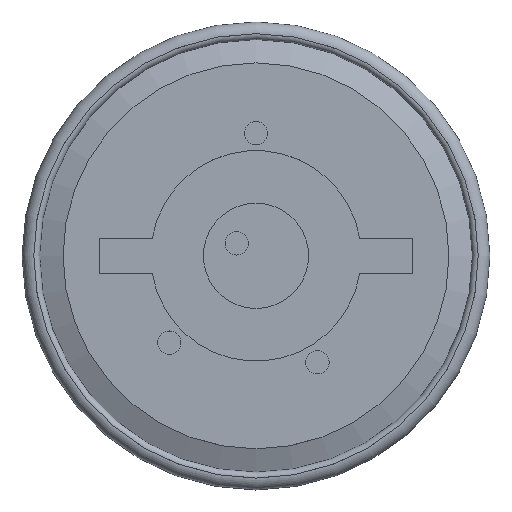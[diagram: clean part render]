
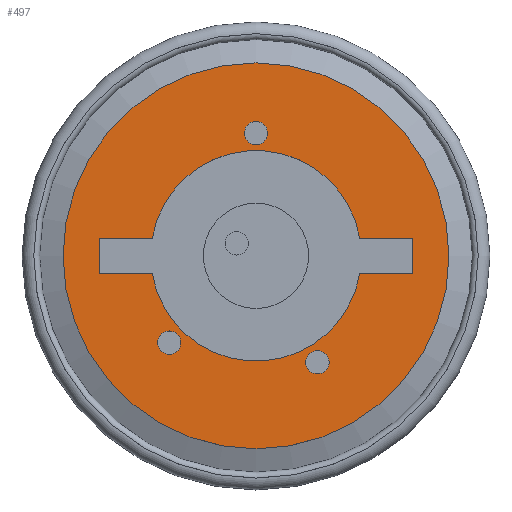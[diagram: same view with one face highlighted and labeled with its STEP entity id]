
A CAD part, top view. The second image highlights one B-rep face of the part: STEP entity #497.
In plain terms, the highlighted planar face has unit normal (0, 0, 1).
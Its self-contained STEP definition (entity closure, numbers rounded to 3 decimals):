
#9 = EDGE_LOOP ( 'NONE', ( #1180, #531, #463, #1003, #59, #336, #1110, #858 ) ) ;
#27 = ORIENTED_EDGE ( 'NONE', *, *, #1136, .F. ) ;
#48 = CARTESIAN_POINT ( 'NONE',  ( -0.887, 0.15, 1.3 ) ) ;
#50 = CARTESIAN_POINT ( 'NONE',  ( 1.342, 0., 1.3 ) ) ;
#59 = ORIENTED_EDGE ( 'NONE', *, *, #1428, .F. ) ;
#67 = DIRECTION ( 'NONE',  ( 1., 0., 0. ) ) ;
#79 = EDGE_CURVE ( 'NONE', #1458, #622, #665, .T. ) ;
#82 = CARTESIAN_POINT ( 'NONE',  ( 0.625, -0.909, 1.3 ) ) ;
#111 = DIRECTION ( 'NONE',  ( 1., 0., 0. ) ) ;
#114 = DIRECTION ( 'NONE',  ( 1., 0., 0. ) ) ;
#144 = DIRECTION ( 'NONE',  ( 0., 0., 1. ) ) ;
#147 = DIRECTION ( 'NONE',  ( 1., 0., 0. ) ) ;
#157 = FACE_BOUND ( 'NONE', #1169, .T. ) ;
#173 = EDGE_CURVE ( 'NONE', #387, #717, #1039, .T. ) ;
#194 = CARTESIAN_POINT ( 'NONE',  ( 0., 0., 1.3 ) ) ;
#203 = CARTESIAN_POINT ( 'NONE',  ( 1.342, 0.15, 1.3 ) ) ;
#241 = CARTESIAN_POINT ( 'NONE',  ( 0., 0.15, 1.3 ) ) ;
#257 = ORIENTED_EDGE ( 'NONE', *, *, #1352, .F. ) ;
#261 = AXIS2_PLACEMENT_3D ( 'NONE', #1355, #663, #437 ) ;
#271 = FACE_BOUND ( 'NONE', #9, .T. ) ;
#278 = CIRCLE ( 'NONE', #980, 0.1 ) ;
#328 = AXIS2_PLACEMENT_3D ( 'NONE', #967, #144, #1206 ) ;
#330 = AXIS2_PLACEMENT_3D ( 'NONE', #1275, #466, #585 ) ;
#336 = ORIENTED_EDGE ( 'NONE', *, *, #875, .T. ) ;
#348 = LINE ( 'NONE', #241, #1234 ) ;
#354 = CARTESIAN_POINT ( 'NONE',  ( 0., 0., 1.3 ) ) ;
#360 = CARTESIAN_POINT ( 'NONE',  ( 0.887, 0.15, 1.3 ) ) ;
#370 = VERTEX_POINT ( 'NONE', #360 ) ;
#387 = VERTEX_POINT ( 'NONE', #493 ) ;
#397 = AXIS2_PLACEMENT_3D ( 'NONE', #354, #927, #690 ) ;
#402 = EDGE_LOOP ( 'NONE', ( #27 ) ) ;
#437 = DIRECTION ( 'NONE',  ( 1., 0., 0. ) ) ;
#463 = ORIENTED_EDGE ( 'NONE', *, *, #1376, .F. ) ;
#466 = DIRECTION ( 'NONE',  ( 0., 0., 1. ) ) ;
#493 = CARTESIAN_POINT ( 'NONE',  ( -1.342, -0.15, 1.3 ) ) ;
#497 = ADVANCED_FACE ( 'NONE', ( #860, #157, #958, #271, #1421 ), #1250, .T. ) ;
#500 = CIRCLE ( 'NONE', #328, 0.9 ) ;
#508 = EDGE_CURVE ( 'NONE', #842, #842, #916, .T. ) ;
#523 = AXIS2_PLACEMENT_3D ( 'NONE', #194, #1501, #1363 ) ;
#531 = ORIENTED_EDGE ( 'NONE', *, *, #173, .F. ) ;
#572 = LINE ( 'NONE', #1048, #1483 ) ;
#585 = DIRECTION ( 'NONE',  ( 1., 0., 0. ) ) ;
#598 = VECTOR ( 'NONE', #67, 1000. ) ;
#622 = VERTEX_POINT ( 'NONE', #1353 ) ;
#623 = CARTESIAN_POINT ( 'NONE',  ( -0.742, -0.742, 1.3 ) ) ;
#649 = ORIENTED_EDGE ( 'NONE', *, *, #508, .F. ) ;
#663 = DIRECTION ( 'NONE',  ( 0., 0., 1. ) ) ;
#665 = LINE ( 'NONE', #1374, #598 ) ;
#666 = CARTESIAN_POINT ( 'NONE',  ( 0., 0., 1.3 ) ) ;
#671 = CARTESIAN_POINT ( 'NONE',  ( 1.65, 0., 1.3 ) ) ;
#690 = DIRECTION ( 'NONE',  ( 1., 0., 0. ) ) ;
#717 = VERTEX_POINT ( 'NONE', #1035 ) ;
#742 = CIRCLE ( 'NONE', #523, 1.65 ) ;
#756 = DIRECTION ( 'NONE',  ( 1., 0., 0. ) ) ;
#759 = VERTEX_POINT ( 'NONE', #82 ) ;
#807 = VERTEX_POINT ( 'NONE', #48 ) ;
#842 = VERTEX_POINT ( 'NONE', #1327 ) ;
#858 = ORIENTED_EDGE ( 'NONE', *, *, #79, .F. ) ;
#860 = FACE_BOUND ( 'NONE', #402, .T. ) ;
#875 = EDGE_CURVE ( 'NONE', #370, #1241, #1359, .T. ) ;
#916 = CIRCLE ( 'NONE', #261, 0.1 ) ;
#927 = DIRECTION ( 'NONE',  ( 0., 0., 1. ) ) ;
#936 = EDGE_CURVE ( 'NONE', #1199, #807, #348, .T. ) ;
#957 = DIRECTION ( 'NONE',  ( 0., 0., 1. ) ) ;
#958 = FACE_BOUND ( 'NONE', #1100, .T. ) ;
#967 = CARTESIAN_POINT ( 'NONE',  ( 0., 0., 1.3 ) ) ;
#980 = AXIS2_PLACEMENT_3D ( 'NONE', #623, #957, #147 ) ;
#983 = CIRCLE ( 'NONE', #330, 0.1 ) ;
#1003 = ORIENTED_EDGE ( 'NONE', *, *, #936, .T. ) ;
#1026 = ORIENTED_EDGE ( 'NONE', *, *, #1304, .T. ) ;
#1035 = CARTESIAN_POINT ( 'NONE',  ( -0.887, -0.15, 1.3 ) ) ;
#1039 = LINE ( 'NONE', #1061, #1397 ) ;
#1040 = DIRECTION ( 'NONE',  ( 0., -1., 0. ) ) ;
#1048 = CARTESIAN_POINT ( 'NONE',  ( -1.342, 0., 1.3 ) ) ;
#1061 = CARTESIAN_POINT ( 'NONE',  ( 0., -0.15, 1.3 ) ) ;
#1071 = DIRECTION ( 'NONE',  ( 0., -1., 0. ) ) ;
#1097 = LINE ( 'NONE', #50, #1455 ) ;
#1100 = EDGE_LOOP ( 'NONE', ( #649 ) ) ;
#1110 = ORIENTED_EDGE ( 'NONE', *, *, #1495, .T. ) ;
#1114 = AXIS2_PLACEMENT_3D ( 'NONE', #666, #1350, #1498 ) ;
#1136 = EDGE_CURVE ( 'NONE', #1361, #1361, #278, .T. ) ;
#1156 = EDGE_CURVE ( 'NONE', #717, #1458, #500, .T. ) ;
#1169 = EDGE_LOOP ( 'NONE', ( #257 ) ) ;
#1171 = VECTOR ( 'NONE', #756, 1000. ) ;
#1180 = ORIENTED_EDGE ( 'NONE', *, *, #1156, .F. ) ;
#1199 = VERTEX_POINT ( 'NONE', #1447 ) ;
#1206 = DIRECTION ( 'NONE',  ( 1., 0., 0. ) ) ;
#1234 = VECTOR ( 'NONE', #114, 1000. ) ;
#1241 = VERTEX_POINT ( 'NONE', #203 ) ;
#1247 = CARTESIAN_POINT ( 'NONE',  ( -0.642, -0.742, 1.3 ) ) ;
#1250 = PLANE ( 'NONE',  #1114 ) ;
#1252 = EDGE_LOOP ( 'NONE', ( #1026 ) ) ;
#1261 = CARTESIAN_POINT ( 'NONE',  ( 0., 0.15, 1.3 ) ) ;
#1275 = CARTESIAN_POINT ( 'NONE',  ( 0.525, -0.909, 1.3 ) ) ;
#1293 = CIRCLE ( 'NONE', #397, 0.9 ) ;
#1304 = EDGE_CURVE ( 'NONE', #1467, #1467, #742, .T. ) ;
#1327 = CARTESIAN_POINT ( 'NONE',  ( 0.1, 1.05, 1.3 ) ) ;
#1350 = DIRECTION ( 'NONE',  ( 0., 0., 1. ) ) ;
#1352 = EDGE_CURVE ( 'NONE', #759, #759, #983, .T. ) ;
#1353 = CARTESIAN_POINT ( 'NONE',  ( 1.342, -0.15, 1.3 ) ) ;
#1355 = CARTESIAN_POINT ( 'NONE',  ( 0., 1.05, 1.3 ) ) ;
#1359 = LINE ( 'NONE', #1261, #1171 ) ;
#1361 = VERTEX_POINT ( 'NONE', #1247 ) ;
#1363 = DIRECTION ( 'NONE',  ( 1., 0., 0. ) ) ;
#1374 = CARTESIAN_POINT ( 'NONE',  ( 0., -0.15, 1.3 ) ) ;
#1376 = EDGE_CURVE ( 'NONE', #1199, #387, #572, .T. ) ;
#1397 = VECTOR ( 'NONE', #111, 1000. ) ;
#1406 = CARTESIAN_POINT ( 'NONE',  ( 0.887, -0.15, 1.3 ) ) ;
#1421 = FACE_OUTER_BOUND ( 'NONE', #1252, .T. ) ;
#1428 = EDGE_CURVE ( 'NONE', #370, #807, #1293, .T. ) ;
#1447 = CARTESIAN_POINT ( 'NONE',  ( -1.342, 0.15, 1.3 ) ) ;
#1455 = VECTOR ( 'NONE', #1071, 1000. ) ;
#1458 = VERTEX_POINT ( 'NONE', #1406 ) ;
#1467 = VERTEX_POINT ( 'NONE', #671 ) ;
#1483 = VECTOR ( 'NONE', #1040, 1000. ) ;
#1495 = EDGE_CURVE ( 'NONE', #1241, #622, #1097, .T. ) ;
#1498 = DIRECTION ( 'NONE',  ( 1., 0., 0. ) ) ;
#1501 = DIRECTION ( 'NONE',  ( 0., 0., 1. ) ) ;
